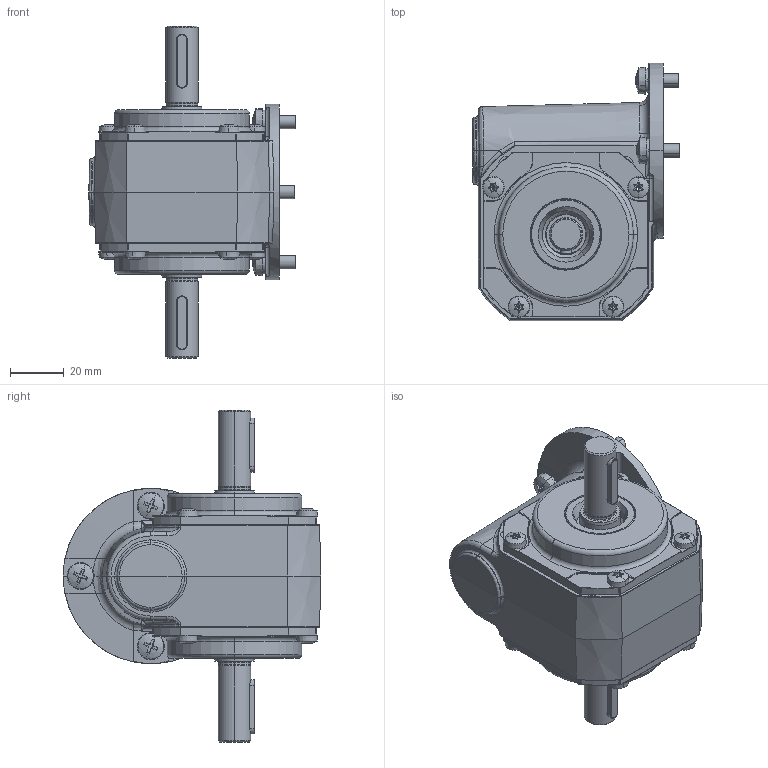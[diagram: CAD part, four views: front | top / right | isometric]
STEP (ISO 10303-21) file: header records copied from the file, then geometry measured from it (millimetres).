
FILE_DESCRIPTION (( 'STEP AP203' ), '1' );
FILE_NAME ('VE31-D-B-25.STEP', '2013-12-10T08:46:56', ( 'kob' ), ( 'Microsoft' ), 'SwSTEP 2.0', 'SolidWorks 2012', '' );
FILE_SCHEMA (( 'CONFIG_CONTROL_DESIGN' ));
Length unit declared in the file: millimetre
Products named in the file (1): VE31-D-B-25
Bounding box: 76.47 x 95.5 x 123 mm (x, y, z)
Surface area: 37043.4 mm2 (no closed solid volume)
Topology: 0 solids, 30 shells, 836 faces, 2345 edges, 1449 vertices
Faces by surface type: plane 310, cylinder 265, torus 103, cone 82, bspline 52, sphere 24
Entity records: 29727 total; most frequent: CARTESIAN_POINT 8756, DIRECTION 4644, ORIENTED_EDGE 3921, EDGE_CURVE 2337, AXIS2_PLACEMENT_3D 1813, VERTEX_POINT 1449, CIRCLE 1028, VECTOR 1018
